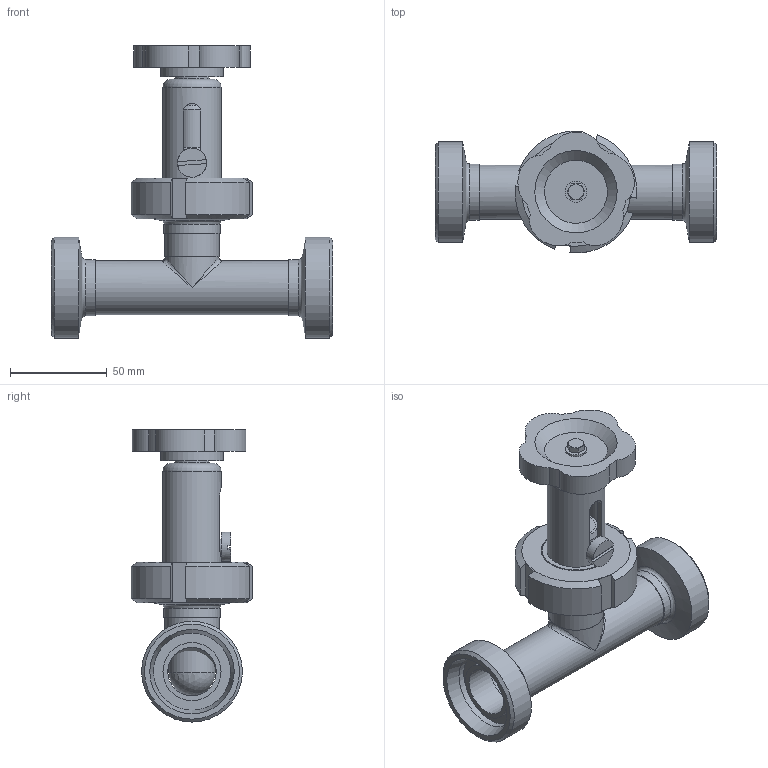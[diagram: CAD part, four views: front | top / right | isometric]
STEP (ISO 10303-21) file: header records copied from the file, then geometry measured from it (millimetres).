
FILE_DESCRIPTION((''),'2;1');
FILE_NAME('65200025X201.stp','2010-09-10T09:29:31',('Creator'),(''),'Autodesk Inventor 2010','Autodesk Inventor 2010','');
FILE_SCHEMA(('AUTOMOTIVE_DESIGN { 1 0 10303 214 1 1 1 1 }'));
Length unit declared in the file: millimetre
Products named in the file (1): 65200025X201
Bounding box: 145 x 62.88 x 150.7 mm (x, y, z)
Surface area: 96142.4 mm2 (no closed solid volume)
Topology: 0 solids, 16 shells, 210 faces, 440 edges, 271 vertices
Faces by surface type: plane 94, cylinder 67, cone 35, bspline 12, torus 1, sphere 1
Full cylindrical faces by diameter (mm): 4.134 x3, 4.567 x1, 5 x1, 5.3 x1, 6 x1, 6.7 x1, 8 x1, 9 x1, 9.1 x1, 10 x1, 11 x1, 11.9 x1, 12 x1, 14 x2, 15 x2, 18 x3, 20 x2, 24 x1, 24.5 x2, 25 x6, 28 x2, 29 x3, 30 x4, 30.8 x1, 32.5 x1, 35 x1, 36 x1, 39.8 x3, 48.19 x1, 52 x3
Entity records: 6287 total; most frequent: CARTESIAN_POINT 2160, DIRECTION 858, ORIENTED_EDGE 674, AXIS2_PLACEMENT_3D 382, EDGE_LOOP 344, EDGE_CURVE 337, VERTEX_POINT 261, FACE_OUTER_BOUND 210
